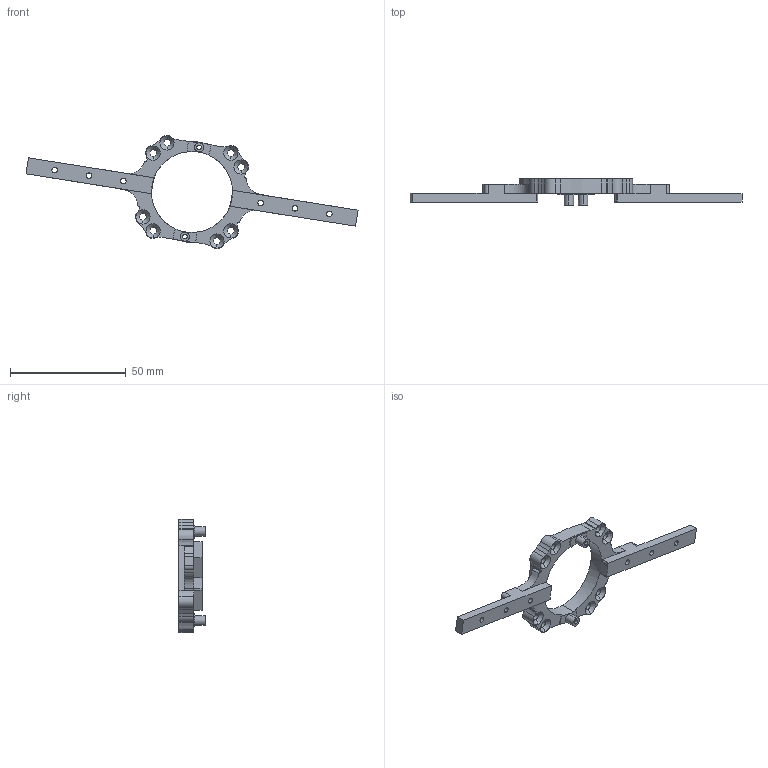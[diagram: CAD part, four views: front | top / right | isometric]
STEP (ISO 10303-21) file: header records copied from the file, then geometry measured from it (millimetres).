
FILE_DESCRIPTION (( 'STEP AP203' ), '1' );
FILE_NAME ('標蛈賑沭盓傅璃.STEP', '2024-04-07T11:45:33', ( '' ), ( '' ), 'SwSTEP 2.0', 'SolidWorks 2021', '' );
FILE_SCHEMA (( 'CONFIG_CONTROL_DESIGN' ));
Length unit declared in the file: millimetre
Products named in the file (1): 標蛈賑沭盓傅璃
Bounding box: 143.32 x 11.3 x 48.83 mm (x, y, z)
Volume: 8907.3 mm3; surface area: 6867.4 mm2
Topology: 1 solids, 1 shells, 141 faces, 405 edges, 265 vertices
Faces by surface type: cylinder 85, plane 24, cone 16, bspline 16
Entity records: 5111 total; most frequent: CARTESIAN_POINT 1197, DIRECTION 822, ORIENTED_EDGE 810, EDGE_CURVE 405, AXIS2_PLACEMENT_3D 326, VERTEX_POINT 265, CIRCLE 200, EDGE_LOOP 174
